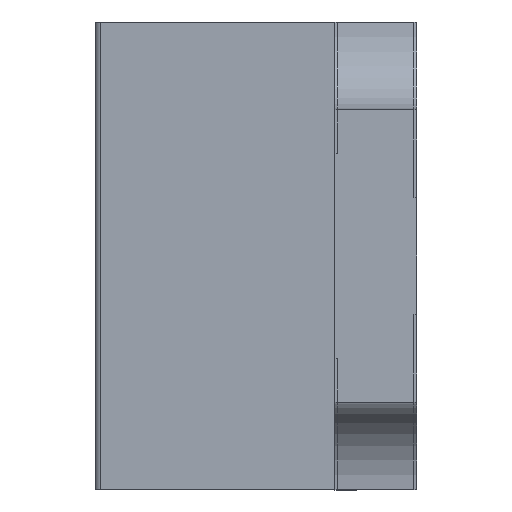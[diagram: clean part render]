
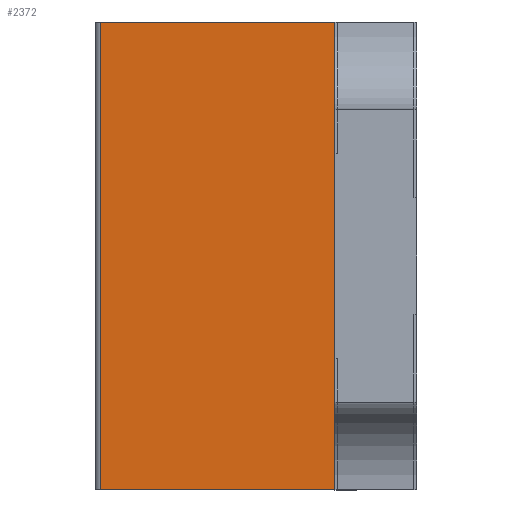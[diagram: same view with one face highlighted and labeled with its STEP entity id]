
A CAD part, left-side view. The second image highlights one B-rep face of the part: STEP entity #2372.
In plain terms, the highlighted planar face has unit normal (-0.999, 0.035, 0).
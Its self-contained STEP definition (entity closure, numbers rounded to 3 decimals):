
#213 = LINE ( 'NONE', #3143, #1612 ) ;
#264 = LINE ( 'NONE', #1788, #2798 ) ;
#304 = VECTOR ( 'NONE', #2107, 1000. ) ;
#310 = CARTESIAN_POINT ( 'NONE',  ( -0.7, 0.28, -0.8 ) ) ;
#355 = DIRECTION ( 'NONE',  ( -0.999, 0.035, 0. ) ) ;
#477 = EDGE_CURVE ( 'NONE', #586, #2883, #213, .T. ) ;
#501 = DIRECTION ( 'NONE',  ( 0., 0., 1. ) ) ;
#586 = VERTEX_POINT ( 'NONE', #310 ) ;
#657 = EDGE_CURVE ( 'NONE', #2943, #586, #889, .T. ) ;
#699 = AXIS2_PLACEMENT_3D ( 'NONE', #3273, #355, #2661 ) ;
#831 = LINE ( 'NONE', #3383, #304 ) ;
#889 = LINE ( 'NONE', #4015, #1723 ) ;
#952 = CARTESIAN_POINT ( 'NONE',  ( -0.672, 1.081, 0.8 ) ) ;
#1119 = FACE_OUTER_BOUND ( 'NONE', #3472, .T. ) ;
#1282 = CARTESIAN_POINT ( 'NONE',  ( -0.7, 0.28, 0.8 ) ) ;
#1301 = ORIENTED_EDGE ( 'NONE', *, *, #1742, .T. ) ;
#1495 = ORIENTED_EDGE ( 'NONE', *, *, #657, .T. ) ;
#1612 = VECTOR ( 'NONE', #501, 1000. ) ;
#1723 = VECTOR ( 'NONE', #1865, 1000. ) ;
#1742 = EDGE_CURVE ( 'NONE', #3076, #2943, #264, .T. ) ;
#1788 = CARTESIAN_POINT ( 'NONE',  ( -0.672, 1.081, -0.8 ) ) ;
#1865 = DIRECTION ( 'NONE',  ( -0.035, -0.999, 0. ) ) ;
#1870 = ORIENTED_EDGE ( 'NONE', *, *, #3644, .F. ) ;
#2107 = DIRECTION ( 'NONE',  ( -0.035, -0.999, 0. ) ) ;
#2239 = CARTESIAN_POINT ( 'NONE',  ( -0.672, 1.081, -0.8 ) ) ;
#2348 = PLANE ( 'NONE',  #699 ) ;
#2372 = ADVANCED_FACE ( 'NONE', ( #1119 ), #2348, .T. ) ;
#2661 = DIRECTION ( 'NONE',  ( -0.035, -0.999, 0. ) ) ;
#2678 = ORIENTED_EDGE ( 'NONE', *, *, #477, .T. ) ;
#2798 = VECTOR ( 'NONE', #3098, 1000. ) ;
#2883 = VERTEX_POINT ( 'NONE', #1282 ) ;
#2943 = VERTEX_POINT ( 'NONE', #2239 ) ;
#3076 = VERTEX_POINT ( 'NONE', #952 ) ;
#3098 = DIRECTION ( 'NONE',  ( 0., 0., -1. ) ) ;
#3143 = CARTESIAN_POINT ( 'NONE',  ( -0.7, 0.28, 0. ) ) ;
#3273 = CARTESIAN_POINT ( 'NONE',  ( -0.7, 0.28, -0.8 ) ) ;
#3383 = CARTESIAN_POINT ( 'NONE',  ( -0.671, 1.099, 0.8 ) ) ;
#3472 = EDGE_LOOP ( 'NONE', ( #1870, #1301, #1495, #2678 ) ) ;
#3644 = EDGE_CURVE ( 'NONE', #3076, #2883, #831, .T. ) ;
#4015 = CARTESIAN_POINT ( 'NONE',  ( -0.7, 0.28, -0.8 ) ) ;
